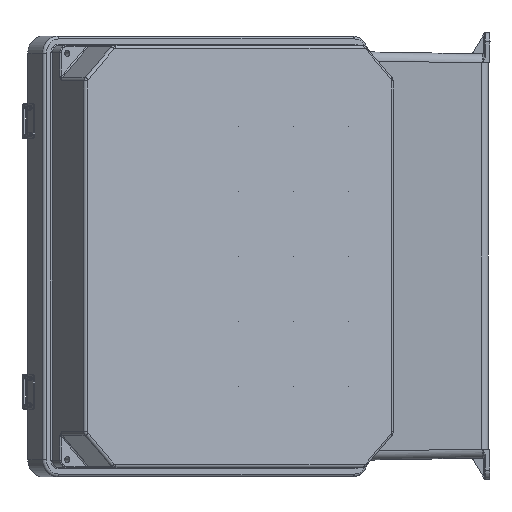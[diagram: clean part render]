
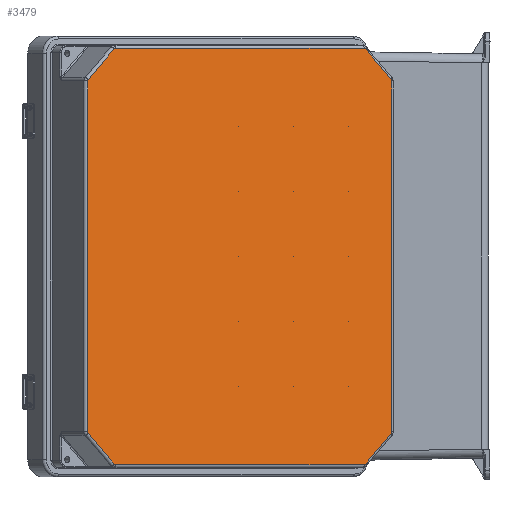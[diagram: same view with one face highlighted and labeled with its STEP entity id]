
A CAD part, left-side view. The second image highlights one B-rep face of the part: STEP entity #3479.
In plain terms, the highlighted face is planar.
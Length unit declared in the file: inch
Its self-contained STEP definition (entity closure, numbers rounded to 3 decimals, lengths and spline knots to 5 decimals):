
#177 = EDGE_CURVE ( 'NONE', #17659, #33604, #18542, .T. ) ;
#269 = CARTESIAN_POINT ( 'NONE',  ( 6.23622, 3.24803, -13.75511 ) ) ;
#393 = AXIS2_PLACEMENT_3D ( 'NONE', #31578, #13981, #34539 ) ;
#1646 = ORIENTED_EDGE ( 'NONE', *, *, #14990, .F. ) ;
#2367 = DIRECTION ( 'NONE',  ( 0., 0., -1. ) ) ;
#3078 = VECTOR ( 'NONE', #25484, 39.37008 ) ;
#3325 = CARTESIAN_POINT ( 'NONE',  ( 6.21316, 3.24803, -13.81078 ) ) ;
#3393 = CIRCLE ( 'NONE', #22100, 0.07874 ) ;
#3454 = ORIENTED_EDGE ( 'NONE', *, *, #21035, .F. ) ;
#3479 = ADVANCED_FACE ( 'NONE', ( #12238 ), #12211, .T. ) ;
#3488 = DIRECTION ( 'NONE',  ( 0., 0., 1. ) ) ;
#4119 = CARTESIAN_POINT ( 'NONE',  ( 5.09763, 3.24803, -0.42126 ) ) ;
#4128 = LINE ( 'NONE', #32985, #33514 ) ;
#4393 = VERTEX_POINT ( 'NONE', #22262 ) ;
#4540 = AXIS2_PLACEMENT_3D ( 'NONE', #15124, #21065, #3488 ) ;
#4794 = VERTEX_POINT ( 'NONE', #23915 ) ;
#5059 = CARTESIAN_POINT ( 'NONE',  ( -5.1533, 3.24803, -0.44432 ) ) ;
#5114 = ORIENTED_EDGE ( 'NONE', *, *, #10712, .T. ) ;
#5225 = EDGE_CURVE ( 'NONE', #34608, #27421, #31479, .T. ) ;
#5393 = CARTESIAN_POINT ( 'NONE',  ( 6.21316, 3.24803, -13.81078 ) ) ;
#5432 = CARTESIAN_POINT ( 'NONE',  ( -5.09763, 3.24803, -14.8937 ) ) ;
#5448 = LINE ( 'NONE', #35344, #27959 ) ;
#5557 = ORIENTED_EDGE ( 'NONE', *, *, #12552, .T. ) ;
#5656 = EDGE_CURVE ( 'NONE', #17332, #22606, #17645, .T. ) ;
#5659 = AXIS2_PLACEMENT_3D ( 'NONE', #11957, #32505, #14882 ) ;
#5800 = VERTEX_POINT ( 'NONE', #35654 ) ;
#5997 = VECTOR ( 'NONE', #7175, 39.37008 ) ;
#6159 = VERTEX_POINT ( 'NONE', #14790 ) ;
#6447 = VECTOR ( 'NONE', #27807, 39.37008 ) ;
#7175 = DIRECTION ( 'NONE',  ( -0.707, 0., -0.707 ) ) ;
#7829 = EDGE_CURVE ( 'NONE', #35829, #6159, #23940, .T. ) ;
#7885 = CARTESIAN_POINT ( 'NONE',  ( 6.21316, 3.24803, -1.50418 ) ) ;
#7969 = EDGE_CURVE ( 'NONE', #34608, #19591, #12431, .T. ) ;
#8058 = CIRCLE ( 'NONE', #393, 0.07874 ) ;
#8357 = DIRECTION ( 'NONE',  ( 0., -1., 0. ) ) ;
#8807 = EDGE_CURVE ( 'NONE', #33604, #28048, #5448, .T. ) ;
#9013 = DIRECTION ( 'NONE',  ( 0., 0., -1. ) ) ;
#9916 = DIRECTION ( 'NONE',  ( -0.707, 0., 0.707 ) ) ;
#10573 = ORIENTED_EDGE ( 'NONE', *, *, #17260, .T. ) ;
#10697 = CARTESIAN_POINT ( 'NONE',  ( 5.09763, 3.24803, -0.42126 ) ) ;
#10712 = EDGE_CURVE ( 'NONE', #19591, #4393, #8058, .T. ) ;
#11410 = DIRECTION ( 'NONE',  ( 0.707, 0., 0.707 ) ) ;
#11957 = CARTESIAN_POINT ( 'NONE',  ( 6.15748, 3.24803, -1.55985 ) ) ;
#12028 = DIRECTION ( 'NONE',  ( 0., -1., 0. ) ) ;
#12194 = ORIENTED_EDGE ( 'NONE', *, *, #5225, .F. ) ;
#12211 = PLANE ( 'NONE',  #4540 ) ;
#12238 = FACE_OUTER_BOUND ( 'NONE', #16739, .T. ) ;
#12431 = LINE ( 'NONE', #10697, #6447 ) ;
#12436 = DIRECTION ( 'NONE',  ( 0., 0., -1. ) ) ;
#12552 = EDGE_CURVE ( 'NONE', #35829, #5800, #3393, .T. ) ;
#13786 = DIRECTION ( 'NONE',  ( 0., -1., 0. ) ) ;
#13880 = VERTEX_POINT ( 'NONE', #35769 ) ;
#13981 = DIRECTION ( 'NONE',  ( 0., 1., 0. ) ) ;
#14106 = CARTESIAN_POINT ( 'NONE',  ( -5.09763, 3.24803, -0.42126 ) ) ;
#14790 = CARTESIAN_POINT ( 'NONE',  ( 5.09763, 3.24803, -14.8937 ) ) ;
#14882 = DIRECTION ( 'NONE',  ( 0., 0., 1. ) ) ;
#14990 = EDGE_CURVE ( 'NONE', #4794, #13880, #4128, .T. ) ;
#15016 = DIRECTION ( 'NONE',  ( 0., 1., 0. ) ) ;
#15124 = CARTESIAN_POINT ( 'NONE',  ( 0., 3.24803, -0.32283 ) ) ;
#15971 = CARTESIAN_POINT ( 'NONE',  ( -6.15748, 3.24803, -1.55985 ) ) ;
#16069 = VECTOR ( 'NONE', #33309, 39.37008 ) ;
#16603 = CARTESIAN_POINT ( 'NONE',  ( -6.21316, 3.24803, -1.50418 ) ) ;
#16658 = ORIENTED_EDGE ( 'NONE', *, *, #18259, .F. ) ;
#16739 = EDGE_LOOP ( 'NONE', ( #17360, #22048, #27173, #17666, #37423, #23691, #5557, #10573, #24659, #1646, #16658, #3454, #12194, #25645, #5114, #18850 ) ) ;
#17252 = AXIS2_PLACEMENT_3D ( 'NONE', #32631, #15016, #35565 ) ;
#17260 = EDGE_CURVE ( 'NONE', #5800, #28204, #32018, .T. ) ;
#17332 = VERTEX_POINT ( 'NONE', #36881 ) ;
#17360 = ORIENTED_EDGE ( 'NONE', *, *, #177, .T. ) ;
#17391 = EDGE_CURVE ( 'NONE', #4393, #17659, #25578, .T. ) ;
#17410 = CIRCLE ( 'NONE', #17252, 0.07874 ) ;
#17645 = LINE ( 'NONE', #5393, #33277 ) ;
#17659 = VERTEX_POINT ( 'NONE', #30050 ) ;
#17666 = ORIENTED_EDGE ( 'NONE', *, *, #5656, .F. ) ;
#18259 = EDGE_CURVE ( 'NONE', #36581, #4794, #37895, .T. ) ;
#18542 = CIRCLE ( 'NONE', #5659, 0.07874 ) ;
#18736 = EDGE_CURVE ( 'NONE', #6159, #17332, #29138, .T. ) ;
#18850 = ORIENTED_EDGE ( 'NONE', *, *, #17391, .T. ) ;
#18926 = DIRECTION ( 'NONE',  ( 0., 0., 1. ) ) ;
#19591 = VERTEX_POINT ( 'NONE', #4119 ) ;
#19903 = DIRECTION ( 'NONE',  ( 0., 1., 0. ) ) ;
#20527 = AXIS2_PLACEMENT_3D ( 'NONE', #29615, #12028, #32573 ) ;
#20683 = LINE ( 'NONE', #24787, #5997 ) ;
#21035 = EDGE_CURVE ( 'NONE', #27421, #36581, #20683, .T. ) ;
#21065 = DIRECTION ( 'NONE',  ( 0., 1., 0. ) ) ;
#21999 = EDGE_CURVE ( 'NONE', #28204, #13880, #17410, .T. ) ;
#22048 = ORIENTED_EDGE ( 'NONE', *, *, #8807, .T. ) ;
#22100 = AXIS2_PLACEMENT_3D ( 'NONE', #37500, #19903, #2367 ) ;
#22262 = CARTESIAN_POINT ( 'NONE',  ( 5.1533, 3.24803, -0.44432 ) ) ;
#22606 = VERTEX_POINT ( 'NONE', #3325 ) ;
#23691 = ORIENTED_EDGE ( 'NONE', *, *, #7829, .F. ) ;
#23915 = CARTESIAN_POINT ( 'NONE',  ( -6.23622, 3.24803, -1.55985 ) ) ;
#23940 = LINE ( 'NONE', #33181, #16069 ) ;
#24659 = ORIENTED_EDGE ( 'NONE', *, *, #21999, .T. ) ;
#24768 = CARTESIAN_POINT ( 'NONE',  ( -6.21316, 3.24803, -13.81078 ) ) ;
#24787 = CARTESIAN_POINT ( 'NONE',  ( -6.21316, 3.24803, -1.50418 ) ) ;
#25400 = CIRCLE ( 'NONE', #20527, 0.07874 ) ;
#25484 = DIRECTION ( 'NONE',  ( 0.707, 0., -0.707 ) ) ;
#25578 = LINE ( 'NONE', #7885, #3078 ) ;
#25645 = ORIENTED_EDGE ( 'NONE', *, *, #7969, .T. ) ;
#25979 = CARTESIAN_POINT ( 'NONE',  ( -5.09763, 3.24803, -0.5 ) ) ;
#27173 = ORIENTED_EDGE ( 'NONE', *, *, #31190, .F. ) ;
#27421 = VERTEX_POINT ( 'NONE', #5059 ) ;
#27493 = AXIS2_PLACEMENT_3D ( 'NONE', #25979, #8357, #28902 ) ;
#27542 = CARTESIAN_POINT ( 'NONE',  ( -6.21316, 3.24803, -13.81078 ) ) ;
#27807 = DIRECTION ( 'NONE',  ( 1., 0., 0. ) ) ;
#27959 = VECTOR ( 'NONE', #9013, 39.37008 ) ;
#28048 = VERTEX_POINT ( 'NONE', #269 ) ;
#28204 = VERTEX_POINT ( 'NONE', #24768 ) ;
#28902 = DIRECTION ( 'NONE',  ( 0., 0., 1. ) ) ;
#29138 = CIRCLE ( 'NONE', #33099, 0.07874 ) ;
#29615 = CARTESIAN_POINT ( 'NONE',  ( 6.15748, 3.24803, -13.75511 ) ) ;
#30050 = CARTESIAN_POINT ( 'NONE',  ( 6.21316, 3.24803, -1.50418 ) ) ;
#30630 = AXIS2_PLACEMENT_3D ( 'NONE', #15971, #36541, #18926 ) ;
#31190 = EDGE_CURVE ( 'NONE', #22606, #28048, #25400, .T. ) ;
#31266 = CARTESIAN_POINT ( 'NONE',  ( 6.23622, 3.24803, -1.55985 ) ) ;
#31379 = CARTESIAN_POINT ( 'NONE',  ( 5.09763, 3.24803, -14.81496 ) ) ;
#31479 = CIRCLE ( 'NONE', #27493, 0.07874 ) ;
#31578 = CARTESIAN_POINT ( 'NONE',  ( 5.09763, 3.24803, -0.5 ) ) ;
#32018 = LINE ( 'NONE', #27542, #37976 ) ;
#32505 = DIRECTION ( 'NONE',  ( 0., 1., 0. ) ) ;
#32573 = DIRECTION ( 'NONE',  ( 0., 0., -1. ) ) ;
#32631 = CARTESIAN_POINT ( 'NONE',  ( -6.15748, 3.24803, -13.75511 ) ) ;
#32985 = CARTESIAN_POINT ( 'NONE',  ( -6.23622, 3.24803, -7.65748 ) ) ;
#33099 = AXIS2_PLACEMENT_3D ( 'NONE', #31379, #13786, #34350 ) ;
#33181 = CARTESIAN_POINT ( 'NONE',  ( 5.09763, 3.24803, -14.8937 ) ) ;
#33277 = VECTOR ( 'NONE', #11410, 39.37008 ) ;
#33309 = DIRECTION ( 'NONE',  ( 1., 0., 0. ) ) ;
#33514 = VECTOR ( 'NONE', #12436, 39.37008 ) ;
#33604 = VERTEX_POINT ( 'NONE', #31266 ) ;
#34350 = DIRECTION ( 'NONE',  ( 0., 0., -1. ) ) ;
#34539 = DIRECTION ( 'NONE',  ( 0., 0., 1. ) ) ;
#34608 = VERTEX_POINT ( 'NONE', #14106 ) ;
#35344 = CARTESIAN_POINT ( 'NONE',  ( 6.23622, 3.24803, -7.65748 ) ) ;
#35565 = DIRECTION ( 'NONE',  ( 0., 0., -1. ) ) ;
#35654 = CARTESIAN_POINT ( 'NONE',  ( -5.1533, 3.24803, -14.87064 ) ) ;
#35769 = CARTESIAN_POINT ( 'NONE',  ( -6.23622, 3.24803, -13.75511 ) ) ;
#35829 = VERTEX_POINT ( 'NONE', #5432 ) ;
#36541 = DIRECTION ( 'NONE',  ( 0., -1., 0. ) ) ;
#36581 = VERTEX_POINT ( 'NONE', #16603 ) ;
#36881 = CARTESIAN_POINT ( 'NONE',  ( 5.1533, 3.24803, -14.87064 ) ) ;
#37423 = ORIENTED_EDGE ( 'NONE', *, *, #18736, .F. ) ;
#37500 = CARTESIAN_POINT ( 'NONE',  ( -5.09763, 3.24803, -14.81496 ) ) ;
#37895 = CIRCLE ( 'NONE', #30630, 0.07874 ) ;
#37976 = VECTOR ( 'NONE', #9916, 39.37008 ) ;
